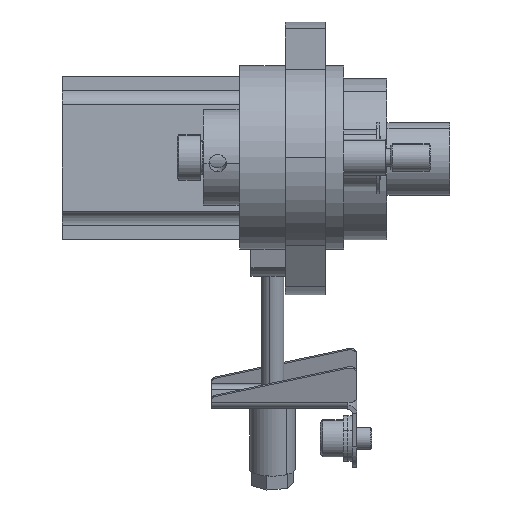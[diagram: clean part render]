
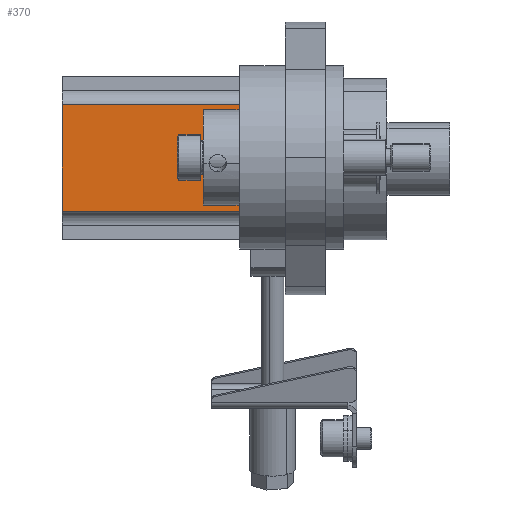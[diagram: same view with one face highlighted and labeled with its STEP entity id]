
A CAD part, left-side view. The second image highlights one B-rep face of the part: STEP entity #370.
In plain terms, the highlighted planar face has unit normal (-1, 0, 0.003).
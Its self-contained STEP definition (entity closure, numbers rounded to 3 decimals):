
#316 = CARTESIAN_POINT ( 'NONE',  ( -28.5, -25.95, 0. ) ) ;
#370 = ADVANCED_FACE ( 'NONE', ( #8918 ), #19388, .F. ) ;
#454 = LINE ( 'NONE', #23900, #5403 ) ;
#1123 = VECTOR ( 'NONE', #9855, 1000. ) ;
#1218 = ORIENTED_EDGE ( 'NONE', *, *, #24244, .T. ) ;
#1480 = VERTEX_POINT ( 'NONE', #316 ) ;
#1828 = LINE ( 'NONE', #8262, #17359 ) ;
#3105 = VERTEX_POINT ( 'NONE', #15208 ) ;
#3139 = VECTOR ( 'NONE', #3658, 1000. ) ;
#3658 = DIRECTION ( 'NONE',  ( 0., 0., -1. ) ) ;
#3840 = CARTESIAN_POINT ( 'NONE',  ( -28.5, -18.64, -77.2 ) ) ;
#5403 = VECTOR ( 'NONE', #25814, 1000. ) ;
#6016 = LINE ( 'NONE', #3840, #11368 ) ;
#6273 = CARTESIAN_POINT ( 'NONE',  ( -28.5, -18.64, 0. ) ) ;
#6314 = AXIS2_PLACEMENT_3D ( 'NONE', #18561, #19421, #10125 ) ;
#6379 = VERTEX_POINT ( 'NONE', #17033 ) ;
#6646 = LINE ( 'NONE', #25736, #16078 ) ;
#6932 = ORIENTED_EDGE ( 'NONE', *, *, #24203, .F. ) ;
#6939 = CARTESIAN_POINT ( 'NONE',  ( -28.5, -25.95, 0. ) ) ;
#8262 = CARTESIAN_POINT ( 'NONE',  ( -28.5, -25.95, 4.8 ) ) ;
#8541 = LINE ( 'NONE', #19589, #3139 ) ;
#8740 = ORIENTED_EDGE ( 'NONE', *, *, #23952, .T. ) ;
#8884 = LINE ( 'NONE', #6939, #24176 ) ;
#8918 = FACE_OUTER_BOUND ( 'NONE', #9894, .T. ) ;
#9420 = VERTEX_POINT ( 'NONE', #24550 ) ;
#9855 = DIRECTION ( 'NONE',  ( 0., 0., 1. ) ) ;
#9894 = EDGE_LOOP ( 'NONE', ( #8740, #6932, #22737, #1218, #10461, #24907, #22396, #14884 ) ) ;
#10125 = DIRECTION ( 'NONE',  ( 0., 1., 0. ) ) ;
#10318 = DIRECTION ( 'NONE',  ( 0., -1., 0. ) ) ;
#10450 = VERTEX_POINT ( 'NONE', #25327 ) ;
#10461 = ORIENTED_EDGE ( 'NONE', *, *, #23238, .T. ) ;
#11368 = VECTOR ( 'NONE', #13895, 1000. ) ;
#13039 = DIRECTION ( 'NONE',  ( 0., -1., 0. ) ) ;
#13895 = DIRECTION ( 'NONE',  ( 0., 1., 0. ) ) ;
#14389 = CARTESIAN_POINT ( 'NONE',  ( -28.5, -25.95, 4.8 ) ) ;
#14884 = ORIENTED_EDGE ( 'NONE', *, *, #24199, .T. ) ;
#15208 = CARTESIAN_POINT ( 'NONE',  ( -28.5, 18.64, -77.2 ) ) ;
#16078 = VECTOR ( 'NONE', #17929, 1000. ) ;
#16131 = VECTOR ( 'NONE', #24690, 1000. ) ;
#16714 = LINE ( 'NONE', #21847, #1123 ) ;
#17033 = CARTESIAN_POINT ( 'NONE',  ( -28.5, 18.64, 0. ) ) ;
#17359 = VECTOR ( 'NONE', #10318, 1000. ) ;
#17929 = DIRECTION ( 'NONE',  ( 0., 0., 1. ) ) ;
#18561 = CARTESIAN_POINT ( 'NONE',  ( -28.5, -25.95, 4.8 ) ) ;
#18856 = CARTESIAN_POINT ( 'NONE',  ( -28.5, -25.95, 0. ) ) ;
#19153 = VERTEX_POINT ( 'NONE', #14389 ) ;
#19388 = PLANE ( 'NONE',  #6314 ) ;
#19421 = DIRECTION ( 'NONE',  ( 1., 0., 0. ) ) ;
#19589 = CARTESIAN_POINT ( 'NONE',  ( -28.5, 25.95, 4.8 ) ) ;
#21095 = VERTEX_POINT ( 'NONE', #21411 ) ;
#21411 = CARTESIAN_POINT ( 'NONE',  ( -28.5, 25.95, 4.8 ) ) ;
#21431 = LINE ( 'NONE', #18856, #16131 ) ;
#21847 = CARTESIAN_POINT ( 'NONE',  ( -28.5, 18.64, -239.81 ) ) ;
#22396 = ORIENTED_EDGE ( 'NONE', *, *, #23711, .F. ) ;
#22737 = ORIENTED_EDGE ( 'NONE', *, *, #24239, .F. ) ;
#23238 = EDGE_CURVE ( 'NONE', #25751, #1480, #21431, .T. ) ;
#23711 = EDGE_CURVE ( 'NONE', #21095, #19153, #1828, .T. ) ;
#23900 = CARTESIAN_POINT ( 'NONE',  ( -28.5, -25.95, 4.8 ) ) ;
#23952 = EDGE_CURVE ( 'NONE', #9420, #6379, #8884, .T. ) ;
#24176 = VECTOR ( 'NONE', #13039, 1000. ) ;
#24199 = EDGE_CURVE ( 'NONE', #21095, #9420, #8541, .T. ) ;
#24203 = EDGE_CURVE ( 'NONE', #3105, #6379, #16714, .T. ) ;
#24239 = EDGE_CURVE ( 'NONE', #10450, #3105, #6016, .T. ) ;
#24244 = EDGE_CURVE ( 'NONE', #10450, #25751, #6646, .T. ) ;
#24247 = EDGE_CURVE ( 'NONE', #19153, #1480, #454, .T. ) ;
#24550 = CARTESIAN_POINT ( 'NONE',  ( -28.5, 25.95, 0. ) ) ;
#24690 = DIRECTION ( 'NONE',  ( 0., -1., 0. ) ) ;
#24907 = ORIENTED_EDGE ( 'NONE', *, *, #24247, .F. ) ;
#25327 = CARTESIAN_POINT ( 'NONE',  ( -28.5, -18.64, -77.2 ) ) ;
#25736 = CARTESIAN_POINT ( 'NONE',  ( -28.5, -18.64, -239.81 ) ) ;
#25751 = VERTEX_POINT ( 'NONE', #6273 ) ;
#25814 = DIRECTION ( 'NONE',  ( 0., 0., -1. ) ) ;
